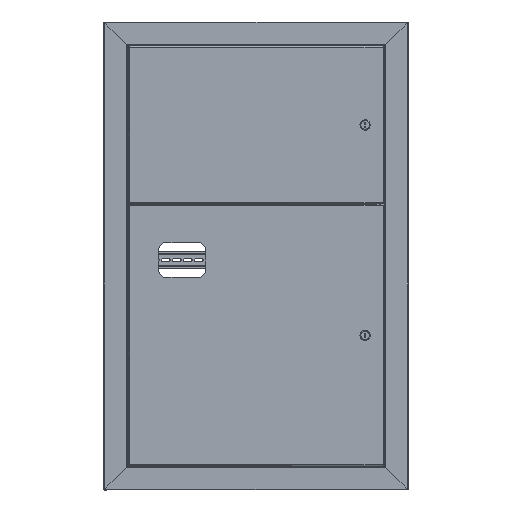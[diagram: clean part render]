
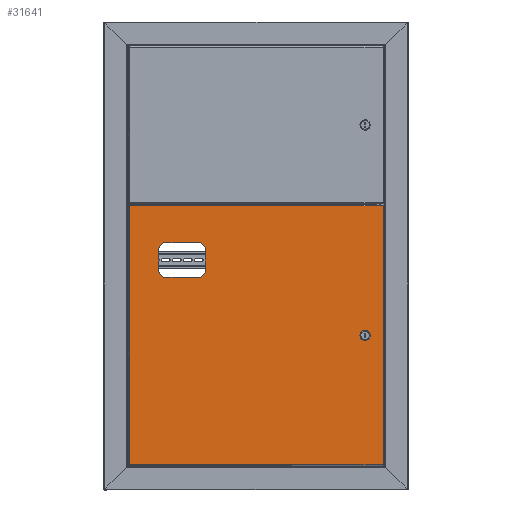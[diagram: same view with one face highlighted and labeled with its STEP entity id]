
A CAD part, top view. The second image highlights one B-rep face of the part: STEP entity #31641.
In plain terms, the highlighted planar face has unit normal (0, 0, 1).
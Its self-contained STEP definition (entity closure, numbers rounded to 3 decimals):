
#752 = EDGE_CURVE ( 'NONE', #19506, #31562, #2570, .T. ) ;
#989 = EDGE_LOOP ( 'NONE', ( #25861, #37395, #39578, #22370 ) ) ;
#1429 = DIRECTION ( 'NONE',  ( 0., 0., 1. ) ) ;
#1459 = CARTESIAN_POINT ( 'NONE',  ( 476.9, 396.2, 0. ) ) ;
#1653 = LINE ( 'NONE', #5132, #27591 ) ;
#1678 = AXIS2_PLACEMENT_3D ( 'NONE', #21905, #6423, #7232 ) ;
#2050 = VERTEX_POINT ( 'NONE', #23802 ) ;
#2456 = LINE ( 'NONE', #20615, #38406 ) ;
#2570 = LINE ( 'NONE', #14982, #34291 ) ;
#3135 = EDGE_LOOP ( 'NONE', ( #7813, #26173, #8439, #21554, #34566 ) ) ;
#3758 = AXIS2_PLACEMENT_3D ( 'NONE', #13863, #23460, #5110 ) ;
#3875 = VERTEX_POINT ( 'NONE', #35943 ) ;
#3961 = DIRECTION ( 'NONE',  ( 1., 0., 0. ) ) ;
#4024 = EDGE_CURVE ( 'NONE', #28228, #30981, #24161, .T. ) ;
#4173 = CARTESIAN_POINT ( 'NONE',  ( 0., 545.7, 0. ) ) ;
#4402 = CARTESIAN_POINT ( 'NONE',  ( 402.4, 465.7, 0. ) ) ;
#4457 = VECTOR ( 'NONE', #12294, 1000. ) ;
#4950 = CIRCLE ( 'NONE', #1678, 15. ) ;
#5028 = ORIENTED_EDGE ( 'NONE', *, *, #19386, .F. ) ;
#5110 = DIRECTION ( 'NONE',  ( -1., 0., 0. ) ) ;
#5130 = DIRECTION ( 'NONE',  ( -1., 0., 0. ) ) ;
#5132 = CARTESIAN_POINT ( 'NONE',  ( 555.2, 0., 0. ) ) ;
#5284 = DIRECTION ( 'NONE',  ( 0., 1., 0. ) ) ;
#5622 = CARTESIAN_POINT ( 'NONE',  ( 1.7, 1.7, 0. ) ) ;
#6341 = VECTOR ( 'NONE', #13278, 1000. ) ;
#6423 = DIRECTION ( 'NONE',  ( 0., 0., 1. ) ) ;
#6518 = CARTESIAN_POINT ( 'NONE',  ( 461.9, 381.2, 0. ) ) ;
#6689 = AXIS2_PLACEMENT_3D ( 'NONE', #25155, #40185, #15764 ) ;
#7060 = CARTESIAN_POINT ( 'NONE',  ( 274.801, 48.5, 0. ) ) ;
#7218 = EDGE_CURVE ( 'NONE', #11730, #34089, #21120, .T. ) ;
#7232 = DIRECTION ( 'NONE',  ( -1., 0., 0. ) ) ;
#7599 = CARTESIAN_POINT ( 'NONE',  ( 1.7, 1.7, 0. ) ) ;
#7774 = EDGE_CURVE ( 'NONE', #25539, #19433, #22275, .T. ) ;
#7813 = ORIENTED_EDGE ( 'NONE', *, *, #7774, .F. ) ;
#8439 = ORIENTED_EDGE ( 'NONE', *, *, #14440, .F. ) ;
#9078 = ORIENTED_EDGE ( 'NONE', *, *, #13201, .F. ) ;
#9153 = VECTOR ( 'NONE', #24470, 1000. ) ;
#9246 = EDGE_LOOP ( 'NONE', ( #23030, #9078, #30651, #5028, #40186, #38330, #9919, #12925 ) ) ;
#9919 = ORIENTED_EDGE ( 'NONE', *, *, #13581, .F. ) ;
#9931 = CARTESIAN_POINT ( 'NONE',  ( 287.7, 40., 0. ) ) ;
#11527 = CARTESIAN_POINT ( 'NONE',  ( 278.45, 40., 0. ) ) ;
#11730 = VERTEX_POINT ( 'NONE', #7599 ) ;
#11743 = EDGE_CURVE ( 'NONE', #34683, #25826, #36219, .T. ) ;
#12046 = VERTEX_POINT ( 'NONE', #9931 ) ;
#12294 = DIRECTION ( 'NONE',  ( -1., 0., 0. ) ) ;
#12327 = DIRECTION ( 'NONE',  ( 0., -1., 0. ) ) ;
#12395 = DIRECTION ( 'NONE',  ( 0., -1., 0. ) ) ;
#12925 = ORIENTED_EDGE ( 'NONE', *, *, #31692, .F. ) ;
#13045 = DIRECTION ( 'NONE',  ( -1., 0., 0. ) ) ;
#13055 = AXIS2_PLACEMENT_3D ( 'NONE', #25729, #37914, #16343 ) ;
#13201 = EDGE_CURVE ( 'NONE', #3875, #34683, #24148, .T. ) ;
#13278 = DIRECTION ( 'NONE',  ( -1., 0., 0. ) ) ;
#13581 = EDGE_CURVE ( 'NONE', #37198, #31417, #2456, .T. ) ;
#13863 = CARTESIAN_POINT ( 'NONE',  ( 417.4, 465.7, 0. ) ) ;
#14041 = AXIS2_PLACEMENT_3D ( 'NONE', #4173, #31657, #25576 ) ;
#14145 = DIRECTION ( 'NONE',  ( 1., 0., 0. ) ) ;
#14205 = CARTESIAN_POINT ( 'NONE',  ( 476.9, 465.7, 0. ) ) ;
#14440 = EDGE_CURVE ( 'NONE', #29463, #12046, #26053, .T. ) ;
#14966 = CARTESIAN_POINT ( 'NONE',  ( 402.4, 396.2, 0. ) ) ;
#14982 = CARTESIAN_POINT ( 'NONE',  ( 402.4, 465.7, 0. ) ) ;
#15764 = DIRECTION ( 'NONE',  ( 1., 0., 0. ) ) ;
#16291 = LINE ( 'NONE', #33601, #27200 ) ;
#16343 = DIRECTION ( 'NONE',  ( -1., 0., 0. ) ) ;
#17368 = CIRCLE ( 'NONE', #27144, 9.25 ) ;
#17721 = CARTESIAN_POINT ( 'NONE',  ( 555.2, 544., 0. ) ) ;
#18043 = DIRECTION ( 'NONE',  ( 1., 0., 0. ) ) ;
#18481 = EDGE_CURVE ( 'NONE', #2050, #29463, #38384, .T. ) ;
#19171 = CARTESIAN_POINT ( 'NONE',  ( 417.4, 396.2, 0. ) ) ;
#19191 = CARTESIAN_POINT ( 'NONE',  ( 282.099, 48.5, 0. ) ) ;
#19386 = EDGE_CURVE ( 'NONE', #31562, #24559, #36553, .T. ) ;
#19432 = DIRECTION ( 'NONE',  ( 0., 0., 1. ) ) ;
#19433 = VERTEX_POINT ( 'NONE', #7060 ) ;
#19506 = VERTEX_POINT ( 'NONE', #4402 ) ;
#19900 = EDGE_CURVE ( 'NONE', #19433, #2050, #24269, .T. ) ;
#20180 = CARTESIAN_POINT ( 'NONE',  ( 282.099, 31.5, 0. ) ) ;
#20286 = VECTOR ( 'NONE', #14145, 1000. ) ;
#20615 = CARTESIAN_POINT ( 'NONE',  ( 461.9, 480.7, 0. ) ) ;
#21120 = LINE ( 'NONE', #5622, #23897 ) ;
#21343 = CIRCLE ( 'NONE', #3758, 15. ) ;
#21516 = CARTESIAN_POINT ( 'NONE',  ( 461.9, 480.7, 0. ) ) ;
#21554 = ORIENTED_EDGE ( 'NONE', *, *, #18481, .F. ) ;
#21598 = CARTESIAN_POINT ( 'NONE',  ( 282.099, 48.5, 0. ) ) ;
#21905 = CARTESIAN_POINT ( 'NONE',  ( 461.9, 465.7, 0. ) ) ;
#22275 = LINE ( 'NONE', #19191, #6341 ) ;
#22298 = CARTESIAN_POINT ( 'NONE',  ( 417.4, 381.2, 0. ) ) ;
#22314 = CARTESIAN_POINT ( 'NONE',  ( 278.45, 40., 0. ) ) ;
#22370 = ORIENTED_EDGE ( 'NONE', *, *, #29676, .T. ) ;
#22857 = EDGE_CURVE ( 'NONE', #34089, #28228, #1653, .T. ) ;
#22896 = AXIS2_PLACEMENT_3D ( 'NONE', #11527, #39414, #23990 ) ;
#23030 = ORIENTED_EDGE ( 'NONE', *, *, #11743, .F. ) ;
#23460 = DIRECTION ( 'NONE',  ( 0., 0., 1. ) ) ;
#23578 = CARTESIAN_POINT ( 'NONE',  ( 417.4, 480.7, 0. ) ) ;
#23802 = CARTESIAN_POINT ( 'NONE',  ( 274.801, 31.5, 0. ) ) ;
#23897 = VECTOR ( 'NONE', #18043, 1000. ) ;
#23990 = DIRECTION ( 'NONE',  ( 1., 0., 0. ) ) ;
#24148 = CIRCLE ( 'NONE', #13055, 15. ) ;
#24161 = LINE ( 'NONE', #24554, #4457 ) ;
#24269 = CIRCLE ( 'NONE', #6689, 9.25 ) ;
#24470 = DIRECTION ( 'NONE',  ( 1., 0., 0. ) ) ;
#24554 = CARTESIAN_POINT ( 'NONE',  ( 556.023, 544., 0. ) ) ;
#24559 = VERTEX_POINT ( 'NONE', #22298 ) ;
#25155 = CARTESIAN_POINT ( 'NONE',  ( 278.45, 40., 0. ) ) ;
#25267 = LINE ( 'NONE', #6518, #9153 ) ;
#25539 = VERTEX_POINT ( 'NONE', #21598 ) ;
#25543 = AXIS2_PLACEMENT_3D ( 'NONE', #19171, #1429, #13045 ) ;
#25576 = DIRECTION ( 'NONE',  ( -1., 0., 0. ) ) ;
#25729 = CARTESIAN_POINT ( 'NONE',  ( 461.9, 396.2, 0. ) ) ;
#25826 = VERTEX_POINT ( 'NONE', #14205 ) ;
#25861 = ORIENTED_EDGE ( 'NONE', *, *, #7218, .T. ) ;
#25977 = CARTESIAN_POINT ( 'NONE',  ( 555.2, 1.7, 0. ) ) ;
#26053 = CIRCLE ( 'NONE', #22896, 9.25 ) ;
#26173 = ORIENTED_EDGE ( 'NONE', *, *, #32846, .F. ) ;
#27144 = AXIS2_PLACEMENT_3D ( 'NONE', #22314, #19432, #3961 ) ;
#27200 = VECTOR ( 'NONE', #12395, 1000. ) ;
#27591 = VECTOR ( 'NONE', #36269, 1000. ) ;
#28228 = VERTEX_POINT ( 'NONE', #17721 ) ;
#29006 = PLANE ( 'NONE',  #14041 ) ;
#29420 = EDGE_CURVE ( 'NONE', #31417, #19506, #21343, .T. ) ;
#29463 = VERTEX_POINT ( 'NONE', #20180 ) ;
#29643 = CARTESIAN_POINT ( 'NONE',  ( 282.099, 31.5, 0. ) ) ;
#29676 = EDGE_CURVE ( 'NONE', #30981, #11730, #16291, .T. ) ;
#30651 = ORIENTED_EDGE ( 'NONE', *, *, #30920, .F. ) ;
#30665 = FACE_BOUND ( 'NONE', #9246, .T. ) ;
#30920 = EDGE_CURVE ( 'NONE', #24559, #3875, #25267, .T. ) ;
#30981 = VERTEX_POINT ( 'NONE', #31553 ) ;
#31417 = VERTEX_POINT ( 'NONE', #23578 ) ;
#31553 = CARTESIAN_POINT ( 'NONE',  ( 1.7, 544., 0. ) ) ;
#31562 = VERTEX_POINT ( 'NONE', #14966 ) ;
#31641 = ADVANCED_FACE ( 'NONE', ( #30665, #32066, #38157 ), #29006, .F. ) ;
#31657 = DIRECTION ( 'NONE',  ( 0., 0., -1. ) ) ;
#31692 = EDGE_CURVE ( 'NONE', #25826, #37198, #4950, .T. ) ;
#32066 = FACE_BOUND ( 'NONE', #3135, .T. ) ;
#32846 = EDGE_CURVE ( 'NONE', #12046, #25539, #17368, .T. ) ;
#33172 = CARTESIAN_POINT ( 'NONE',  ( 476.9, 465.7, 0. ) ) ;
#33601 = CARTESIAN_POINT ( 'NONE',  ( 1.7, 544.823, 0. ) ) ;
#34089 = VERTEX_POINT ( 'NONE', #25977 ) ;
#34291 = VECTOR ( 'NONE', #12327, 1000. ) ;
#34566 = ORIENTED_EDGE ( 'NONE', *, *, #19900, .F. ) ;
#34683 = VERTEX_POINT ( 'NONE', #1459 ) ;
#35943 = CARTESIAN_POINT ( 'NONE',  ( 461.9, 381.2, 0. ) ) ;
#36219 = LINE ( 'NONE', #33172, #38327 ) ;
#36269 = DIRECTION ( 'NONE',  ( 0., 1., 0. ) ) ;
#36553 = CIRCLE ( 'NONE', #25543, 15. ) ;
#37198 = VERTEX_POINT ( 'NONE', #21516 ) ;
#37395 = ORIENTED_EDGE ( 'NONE', *, *, #22857, .T. ) ;
#37914 = DIRECTION ( 'NONE',  ( 0., 0., 1. ) ) ;
#38157 = FACE_OUTER_BOUND ( 'NONE', #989, .T. ) ;
#38327 = VECTOR ( 'NONE', #5284, 1000. ) ;
#38330 = ORIENTED_EDGE ( 'NONE', *, *, #29420, .F. ) ;
#38384 = LINE ( 'NONE', #29643, #20286 ) ;
#38406 = VECTOR ( 'NONE', #5130, 1000. ) ;
#39414 = DIRECTION ( 'NONE',  ( 0., 0., 1. ) ) ;
#39578 = ORIENTED_EDGE ( 'NONE', *, *, #4024, .T. ) ;
#40185 = DIRECTION ( 'NONE',  ( 0., 0., 1. ) ) ;
#40186 = ORIENTED_EDGE ( 'NONE', *, *, #752, .F. ) ;
